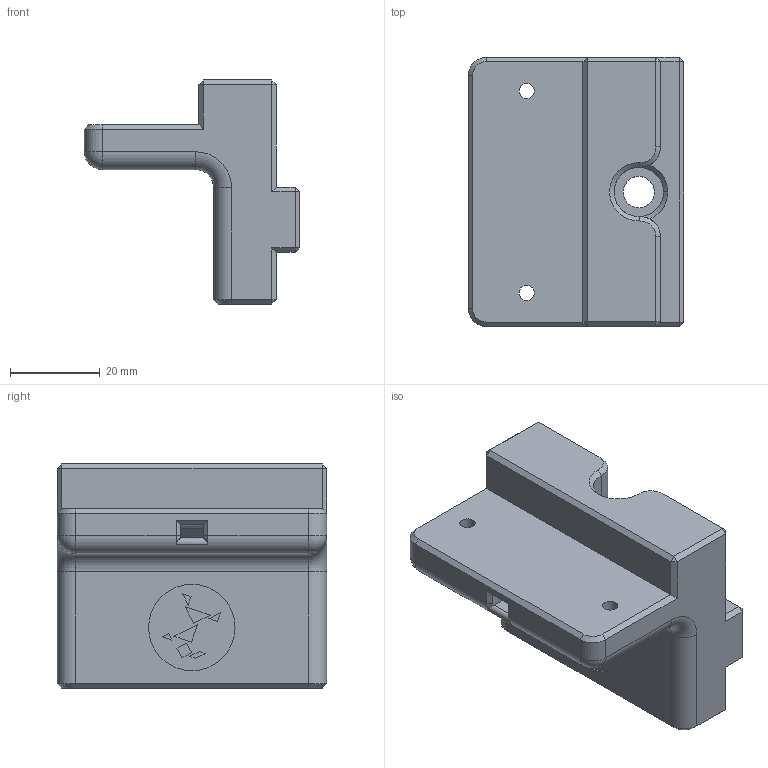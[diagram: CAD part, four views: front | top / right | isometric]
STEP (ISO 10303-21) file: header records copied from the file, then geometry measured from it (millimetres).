
FILE_DESCRIPTION (( 'STEP AP214' ), '1' );
FILE_NAME ('Panda_RealSenseD435_Camera_Mount.STEP', '2019-07-17T15:49:23', ( '' ), ( '' ), 'SwSTEP 2.0', 'SolidWorks 2014', '' );
FILE_SCHEMA (( 'AUTOMOTIVE_DESIGN' ));
Length unit declared in the file: millimetre
Products named in the file (1): Panda_RealSenseD435_Camera_Mount
Bounding box: 48 x 60 x 49.95 mm (x, y, z)
Volume: 57482.6 mm3; surface area: 14435.7 mm2
Topology: 1 solids, 1 shells, 146 faces, 343 edges, 205 vertices
Faces by surface type: plane 98, cylinder 29, cone 15, sphere 2, torus 2
Entity records: 4158 total; most frequent: CARTESIAN_POINT 743, DIRECTION 705, ORIENTED_EDGE 682, EDGE_CURVE 341, LINE 251, VECTOR 251, AXIS2_PLACEMENT_3D 227, VERTEX_POINT 205
